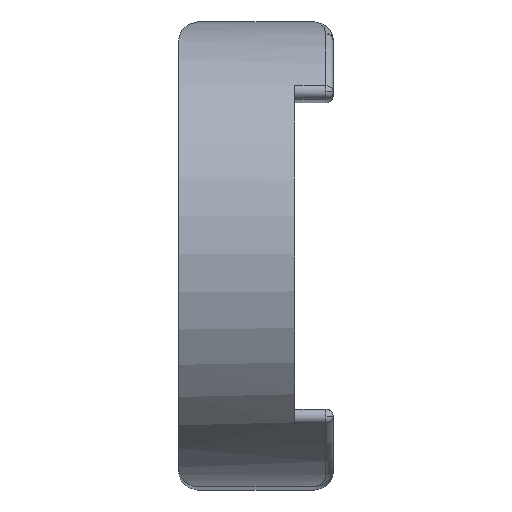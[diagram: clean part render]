
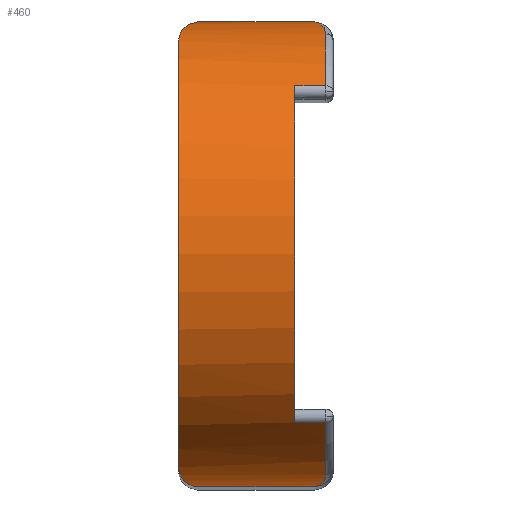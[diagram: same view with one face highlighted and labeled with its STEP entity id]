
A CAD part, top view. The second image highlights one B-rep face of the part: STEP entity #460.
In plain terms, the highlighted cylindrical face has radius 6 mm (diameter 12 mm), a partial arc.
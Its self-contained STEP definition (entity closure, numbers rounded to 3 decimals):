
#15 = CARTESIAN_POINT ( 'NONE',  ( -2., 0., -6. ) ) ;
#17 = EDGE_CURVE ( 'NONE', #409, #1486, #252, .T. ) ;
#27 = B_SPLINE_CURVE_WITH_KNOTS ( 'NONE', 3,
 ( #1697, #892, #1714, #915, #80, #1057, #222, #1192, #388, #1329 ),
 .UNSPECIFIED., .F., .F.,
 ( 4, 2, 2, 2, 4 ),
 ( 0., 0.001, 0.001, 0.002, 0.003 ),
 .UNSPECIFIED. ) ;
#38 = CARTESIAN_POINT ( 'NONE',  ( 1.641, -5.975, -5.361 ) ) ;
#45 = AXIS2_PLACEMENT_3D ( 'NONE', #60, #1037, #199 ) ;
#55 = CARTESIAN_POINT ( 'NONE',  ( 1., 4.345, -1.862 ) ) ;
#60 = CARTESIAN_POINT ( 'NONE',  ( -2., 0., -6. ) ) ;
#71 = VERTEX_POINT ( 'NONE', #1148 ) ;
#76 = AXIS2_PLACEMENT_3D ( 'NONE', #705, #1612, #827 ) ;
#80 = CARTESIAN_POINT ( 'NONE',  ( -1.781, 5.918, -4.992 ) ) ;
#98 = ORIENTED_EDGE ( 'NONE', *, *, #1441, .T. ) ;
#110 = AXIS2_PLACEMENT_3D ( 'NONE', #15, #1633, #535 ) ;
#114 = CARTESIAN_POINT ( 'NONE',  ( 1., 0., -6. ) ) ;
#118 = EDGE_LOOP ( 'NONE', ( #473, #1451, #1669, #98, #1639, #699, #518, #129, #1636, #263, #478, #744 ) ) ;
#129 = ORIENTED_EDGE ( 'NONE', *, *, #599, .T. ) ;
#130 = CARTESIAN_POINT ( 'NONE',  ( -1.5, 6., -6. ) ) ;
#143 = CYLINDRICAL_SURFACE ( 'NONE', #110, 6. ) ;
#147 = EDGE_CURVE ( 'NONE', #313, #1672, #1274, .T. ) ;
#166 = CARTESIAN_POINT ( 'NONE',  ( 1.8, 0., -6. ) ) ;
#169 = CARTESIAN_POINT ( 'NONE',  ( 1.8, -5.794, -4.408 ) ) ;
#173 = CARTESIAN_POINT ( 'NONE',  ( -2., -6., -6. ) ) ;
#199 = DIRECTION ( 'NONE',  ( 0., 0., -1. ) ) ;
#222 = CARTESIAN_POINT ( 'NONE',  ( -1.918, 5.783, -4.389 ) ) ;
#252 = CIRCLE ( 'NONE', #1248, 6. ) ;
#259 = EDGE_CURVE ( 'NONE', #365, #728, #530, .T. ) ;
#263 = ORIENTED_EDGE ( 'NONE', *, *, #793, .T. ) ;
#266 = DIRECTION ( 'NONE',  ( 0., 0., -1. ) ) ;
#279 = CARTESIAN_POINT ( 'NONE',  ( 1.8, -4.345, -1.862 ) ) ;
#289 = CARTESIAN_POINT ( 'NONE',  ( 1.8, 4.345, -1.862 ) ) ;
#313 = VERTEX_POINT ( 'NONE', #1759 ) ;
#329 = DIRECTION ( 'NONE',  ( 0., 0., -1. ) ) ;
#365 = VERTEX_POINT ( 'NONE', #130 ) ;
#367 = CARTESIAN_POINT ( 'NONE',  ( -1.876, -5.836, -4.59 ) ) ;
#369 = CARTESIAN_POINT ( 'NONE',  ( -2., 6., -6. ) ) ;
#370 = LINE ( 'NONE', #1490, #1750 ) ;
#388 = CARTESIAN_POINT ( 'NONE',  ( -2., 5.585, -3.797 ) ) ;
#406 = CARTESIAN_POINT ( 'NONE',  ( -2., -4.345, -1.862 ) ) ;
#409 = VERTEX_POINT ( 'NONE', #289 ) ;
#431 = CARTESIAN_POINT ( 'NONE',  ( 1.754, 5.872, -4.726 ) ) ;
#437 = VERTEX_POINT ( 'NONE', #974 ) ;
#446 = VERTEX_POINT ( 'NONE', #1379 ) ;
#460 = ADVANCED_FACE ( 'NONE', ( #1260 ), #143, .T. ) ;
#473 = ORIENTED_EDGE ( 'NONE', *, *, #1171, .T. ) ;
#478 = ORIENTED_EDGE ( 'NONE', *, *, #147, .F. ) ;
#515 = CARTESIAN_POINT ( 'NONE',  ( -1.728, -5.949, -5.193 ) ) ;
#518 = ORIENTED_EDGE ( 'NONE', *, *, #17, .T. ) ;
#530 = LINE ( 'NONE', #369, #837 ) ;
#535 = DIRECTION ( 'NONE',  ( 0., 0., -1. ) ) ;
#564 = CARTESIAN_POINT ( 'NONE',  ( 1.8, 5.69, -4.095 ) ) ;
#576 = VECTOR ( 'NONE', #1345, 1000. ) ;
#594 = EDGE_CURVE ( 'NONE', #437, #1252, #773, .T. ) ;
#599 = EDGE_CURVE ( 'NONE', #1486, #728, #996, .T. ) ;
#605 = VERTEX_POINT ( 'NONE', #279 ) ;
#647 = CARTESIAN_POINT ( 'NONE',  ( -1.558, -6., -5.798 ) ) ;
#685 = DIRECTION ( 'NONE',  ( 1., 0., 0. ) ) ;
#696 = AXIS2_PLACEMENT_3D ( 'NONE', #114, #1095, #266 ) ;
#699 = ORIENTED_EDGE ( 'NONE', *, *, #1346, .T. ) ;
#703 = CARTESIAN_POINT ( 'NONE',  ( 1.641, 5.975, -5.361 ) ) ;
#705 = CARTESIAN_POINT ( 'NONE',  ( 1.8, 0., -6. ) ) ;
#708 = EDGE_CURVE ( 'NONE', #71, #446, #710, .T. ) ;
#710 = B_SPLINE_CURVE_WITH_KNOTS ( 'NONE', 3,
 ( #1665, #1277, #38, #1011, #169, #1146 ),
 .UNSPECIFIED., .F., .F.,
 ( 4, 2, 4 ),
 ( 0., 0.001, 0.002 ),
 .UNSPECIFIED. ) ;
#728 = VERTEX_POINT ( 'NONE', #1151 ) ;
#741 = B_SPLINE_CURVE_WITH_KNOTS ( 'NONE', 3,
 ( #1102, #1623, #1172, #1168, #367, #1310, #515, #1437, #647, #1559 ),
 .UNSPECIFIED., .F., .F.,
 ( 4, 2, 2, 2, 4 ),
 ( 0., 0.001, 0.001, 0.002, 0.003 ),
 .UNSPECIFIED. ) ;
#744 = ORIENTED_EDGE ( 'NONE', *, *, #1376, .T. ) ;
#773 = CIRCLE ( 'NONE', #696, 6. ) ;
#793 = EDGE_CURVE ( 'NONE', #365, #1672, #27, .T. ) ;
#826 = CARTESIAN_POINT ( 'NONE',  ( 1.5, 6., -6. ) ) ;
#827 = DIRECTION ( 'NONE',  ( 0., 1., 0. ) ) ;
#837 = VECTOR ( 'NONE', #685, 1000. ) ;
#889 = CARTESIAN_POINT ( 'NONE',  ( -1.5, -6., -6. ) ) ;
#892 = CARTESIAN_POINT ( 'NONE',  ( -1.558, 6., -5.798 ) ) ;
#915 = CARTESIAN_POINT ( 'NONE',  ( -1.728, 5.949, -5.193 ) ) ;
#951 = CARTESIAN_POINT ( 'NONE',  ( 1.8, 5.794, -4.408 ) ) ;
#960 = DIRECTION ( 'NONE',  ( 1., 0., 0. ) ) ;
#974 = CARTESIAN_POINT ( 'NONE',  ( 1., -4.345, -1.862 ) ) ;
#996 = B_SPLINE_CURVE_WITH_KNOTS ( 'NONE', 3,
 ( #564, #951, #431, #703, #1610, #826 ),
 .UNSPECIFIED., .F., .F.,
 ( 4, 2, 4 ),
 ( 0., 0.001, 0.002 ),
 .UNSPECIFIED. ) ;
#1011 = CARTESIAN_POINT ( 'NONE',  ( 1.754, -5.872, -4.726 ) ) ;
#1033 = CARTESIAN_POINT ( 'NONE',  ( -2., 5.5, -3.602 ) ) ;
#1037 = DIRECTION ( 'NONE',  ( -1., 0., 0. ) ) ;
#1057 = CARTESIAN_POINT ( 'NONE',  ( -1.876, 5.836, -4.59 ) ) ;
#1069 = VECTOR ( 'NONE', #1417, 1000. ) ;
#1079 = CARTESIAN_POINT ( 'NONE',  ( 1.8, 5.69, -4.095 ) ) ;
#1094 = CIRCLE ( 'NONE', #76, 6. ) ;
#1095 = DIRECTION ( 'NONE',  ( -1., 0., 0. ) ) ;
#1102 = CARTESIAN_POINT ( 'NONE',  ( -2., -5.5, -3.602 ) ) ;
#1140 = DIRECTION ( 'NONE',  ( -1., 0., 0. ) ) ;
#1146 = CARTESIAN_POINT ( 'NONE',  ( 1.8, -5.69, -4.095 ) ) ;
#1148 = CARTESIAN_POINT ( 'NONE',  ( 1.5, -6., -6. ) ) ;
#1151 = CARTESIAN_POINT ( 'NONE',  ( 1.5, 6., -6. ) ) ;
#1168 = CARTESIAN_POINT ( 'NONE',  ( -1.918, -5.783, -4.389 ) ) ;
#1171 = EDGE_CURVE ( 'NONE', #1231, #71, #1415, .T. ) ;
#1172 = CARTESIAN_POINT ( 'NONE',  ( -1.979, -5.658, -3.993 ) ) ;
#1192 = CARTESIAN_POINT ( 'NONE',  ( -1.979, 5.658, -3.993 ) ) ;
#1231 = VERTEX_POINT ( 'NONE', #889 ) ;
#1248 = AXIS2_PLACEMENT_3D ( 'NONE', #166, #1140, #329 ) ;
#1252 = VERTEX_POINT ( 'NONE', #55 ) ;
#1260 = FACE_OUTER_BOUND ( 'NONE', #118, .T. ) ;
#1272 = LINE ( 'NONE', #406, #576 ) ;
#1274 = CIRCLE ( 'NONE', #45, 6. ) ;
#1277 = CARTESIAN_POINT ( 'NONE',  ( 1.57, -6., -5.681 ) ) ;
#1310 = CARTESIAN_POINT ( 'NONE',  ( -1.781, -5.918, -4.992 ) ) ;
#1322 = EDGE_CURVE ( 'NONE', #446, #605, #1094, .T. ) ;
#1329 = CARTESIAN_POINT ( 'NONE',  ( -2., 5.5, -3.602 ) ) ;
#1345 = DIRECTION ( 'NONE',  ( -1., 0., 0. ) ) ;
#1346 = EDGE_CURVE ( 'NONE', #1252, #409, #370, .T. ) ;
#1376 = EDGE_CURVE ( 'NONE', #313, #1231, #741, .T. ) ;
#1379 = CARTESIAN_POINT ( 'NONE',  ( 1.8, -5.69, -4.095 ) ) ;
#1415 = LINE ( 'NONE', #173, #1069 ) ;
#1417 = DIRECTION ( 'NONE',  ( 1., 0., 0. ) ) ;
#1437 = CARTESIAN_POINT ( 'NONE',  ( -1.617, -5.99, -5.595 ) ) ;
#1441 = EDGE_CURVE ( 'NONE', #605, #437, #1272, .T. ) ;
#1451 = ORIENTED_EDGE ( 'NONE', *, *, #708, .T. ) ;
#1486 = VERTEX_POINT ( 'NONE', #1079 ) ;
#1490 = CARTESIAN_POINT ( 'NONE',  ( -2., 4.345, -1.862 ) ) ;
#1559 = CARTESIAN_POINT ( 'NONE',  ( -1.5, -6., -6. ) ) ;
#1610 = CARTESIAN_POINT ( 'NONE',  ( 1.57, 6., -5.68 ) ) ;
#1612 = DIRECTION ( 'NONE',  ( -1., 0., 0. ) ) ;
#1623 = CARTESIAN_POINT ( 'NONE',  ( -2., -5.585, -3.797 ) ) ;
#1633 = DIRECTION ( 'NONE',  ( 1., 0., 0. ) ) ;
#1636 = ORIENTED_EDGE ( 'NONE', *, *, #259, .F. ) ;
#1639 = ORIENTED_EDGE ( 'NONE', *, *, #594, .T. ) ;
#1665 = CARTESIAN_POINT ( 'NONE',  ( 1.5, -6., -6. ) ) ;
#1669 = ORIENTED_EDGE ( 'NONE', *, *, #1322, .T. ) ;
#1672 = VERTEX_POINT ( 'NONE', #1033 ) ;
#1697 = CARTESIAN_POINT ( 'NONE',  ( -1.5, 6., -6. ) ) ;
#1714 = CARTESIAN_POINT ( 'NONE',  ( -1.617, 5.99, -5.595 ) ) ;
#1750 = VECTOR ( 'NONE', #960, 1000. ) ;
#1759 = CARTESIAN_POINT ( 'NONE',  ( -2., -5.5, -3.602 ) ) ;
